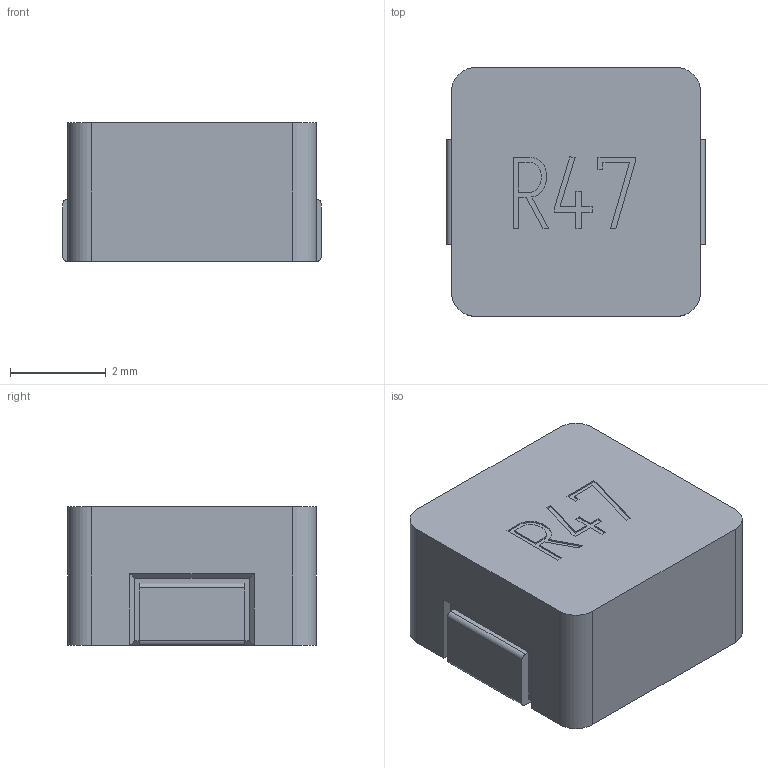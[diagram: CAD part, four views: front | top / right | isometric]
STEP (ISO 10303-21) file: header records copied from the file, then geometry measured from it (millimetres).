
FILE_DESCRIPTION(/* description */ ('Unknown'),/* implementation_level */ '2;1');
FILE_NAME(/* name */ 'HA72L-0530',/* time_stamp */ '2021-10-22T10:11:24+08:00',/* author */ ('Unknown'),/* organization */ ('Unknown'),/* preprocessor_version */ 'ST-DEVELOPER v16.7',/* originating_system */ 'Solid Edge',/* authorisation */ 'Unknown');
FILE_SCHEMA (('AUTOMOTIVE_DESIGN {1 0 10303 214 3 1 1}'));
Length unit declared in the file: millimetre
Products named in the file (1): HA72L-0530
Bounding box: 5.4 x 5.2 x 2.9 mm (x, y, z)
Volume: 78 mm3; surface area: 115.6 mm2
Topology: 1 solids, 1 shells, 81 faces, 217 edges, 142 vertices
Faces by surface type: plane 70, cylinder 8, bspline 3
Entity records: 3135 total; most frequent: CARTESIAN_POINT 586, ORIENTED_EDGE 434, DIRECTION 353, EDGE_CURVE 217, LINE 163, VECTOR 163, VERTEX_POINT 142, AXIS2_PLACEMENT_3D 95
